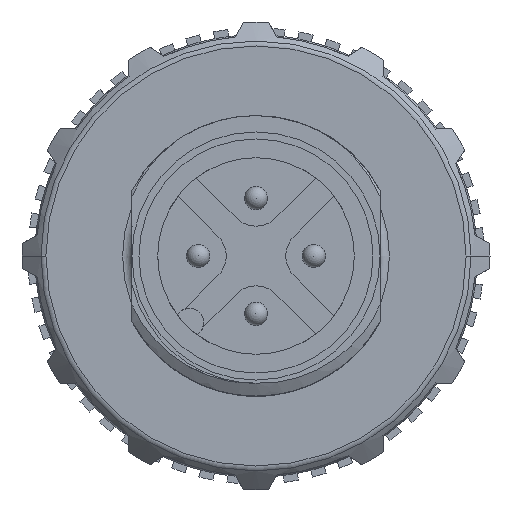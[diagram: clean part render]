
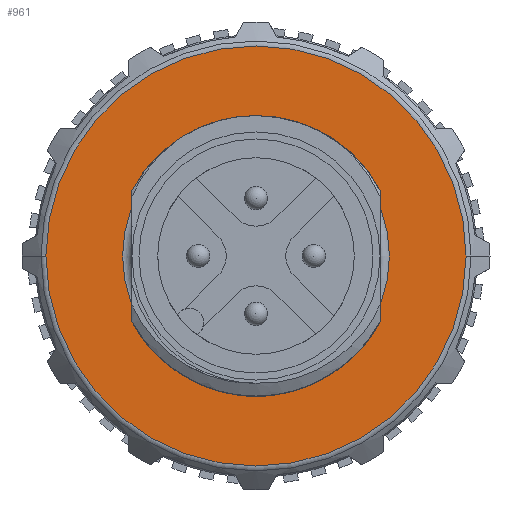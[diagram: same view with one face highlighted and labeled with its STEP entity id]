
A CAD part, left-side view. The second image highlights one B-rep face of the part: STEP entity #961.
In plain terms, the highlighted planar face has unit normal (-1, 0, 0).
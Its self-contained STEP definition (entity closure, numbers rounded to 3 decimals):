
#961=ADVANCED_FACE('',(#2044,#2045),#1426,.F.);
#1426=PLANE('',#9617);
#2044=FACE_BOUND('',#2165,.T.);
#2045=FACE_BOUND('',#2166,.T.);
#2165=EDGE_LOOP('',(#4552,#4553,#4554,#4555));
#2166=EDGE_LOOP('',(#4556,#4557));
#4552=ORIENTED_EDGE('',*,*,#8100,.T.);
#4553=ORIENTED_EDGE('',*,*,#8101,.F.);
#4554=ORIENTED_EDGE('',*,*,#8102,.T.);
#4555=ORIENTED_EDGE('',*,*,#8103,.F.);
#4556=ORIENTED_EDGE('',*,*,#8099,.F.);
#4557=ORIENTED_EDGE('',*,*,#8104,.T.);
#7109=VERTEX_POINT('',#18257);
#7110=VERTEX_POINT('',#18259);
#7111=VERTEX_POINT('',#18263);
#7112=VERTEX_POINT('',#18264);
#7113=VERTEX_POINT('',#18266);
#7114=VERTEX_POINT('',#18268);
#8099=EDGE_CURVE('',#7110,#7109,#9154,.T.);
#8100=EDGE_CURVE('',#7111,#7112,#9155,.T.);
#8101=EDGE_CURVE('',#7113,#7112,#9156,.T.);
#8102=EDGE_CURVE('',#7113,#7114,#9157,.T.);
#8103=EDGE_CURVE('',#7111,#7114,#9158,.T.);
#8104=EDGE_CURVE('',#7110,#7109,#9159,.T.);
#9154=CIRCLE('',#9610,5.7);
#9155=CIRCLE('',#9612,8.976);
#9156=CIRCLE('',#9613,8.976);
#9157=CIRCLE('',#9614,8.976);
#9158=CIRCLE('',#9615,8.976);
#9159=CIRCLE('',#9616,5.7);
#9610=AXIS2_PLACEMENT_3D('',#18260,#10795,#10796);
#9612=AXIS2_PLACEMENT_3D('',#18262,#10799,#10800);
#9613=AXIS2_PLACEMENT_3D('',#18265,#10801,#10802);
#9614=AXIS2_PLACEMENT_3D('',#18267,#10803,#10804);
#9615=AXIS2_PLACEMENT_3D('',#18269,#10805,#10806);
#9616=AXIS2_PLACEMENT_3D('',#18270,#10807,#10808);
#9617=AXIS2_PLACEMENT_3D('',#18271,#10809,#10810);
#10795=DIRECTION('',(-1.,0.,0.));
#10796=DIRECTION('',(0.,0.,-1.));
#10799=DIRECTION('',(-1.,0.,0.));
#10800=DIRECTION('',(0.,1.,0.005));
#10801=DIRECTION('',(1.,0.,0.));
#10802=DIRECTION('',(0.,1.,0.005));
#10803=DIRECTION('',(-1.,0.,0.));
#10804=DIRECTION('',(0.,-1.,-0.005));
#10805=DIRECTION('',(1.,0.,0.));
#10806=DIRECTION('',(0.,-1.,-0.005));
#10807=DIRECTION('',(1.,0.,0.));
#10808=DIRECTION('',(0.,0.,-1.));
#10809=DIRECTION('',(1.,0.,0.));
#10810=DIRECTION('',(0.,0.,-1.));
#18257=CARTESIAN_POINT('',(10.,0.,-5.7));
#18259=CARTESIAN_POINT('',(10.,0.,5.7));
#18260=CARTESIAN_POINT('',(10.,0.,0.));
#18262=CARTESIAN_POINT('',(10.,0.,0.));
#18263=CARTESIAN_POINT('',(10.,-8.976,0.));
#18264=CARTESIAN_POINT('',(10.,8.976,0.049));
#18265=CARTESIAN_POINT('',(10.,0.,0.));
#18266=CARTESIAN_POINT('',(10.,8.976,0.));
#18267=CARTESIAN_POINT('',(10.,0.,0.));
#18268=CARTESIAN_POINT('',(10.,-8.976,-0.049));
#18269=CARTESIAN_POINT('',(10.,0.,0.));
#18270=CARTESIAN_POINT('',(10.,0.,0.));
#18271=CARTESIAN_POINT('',(10.,-10.,0.));
